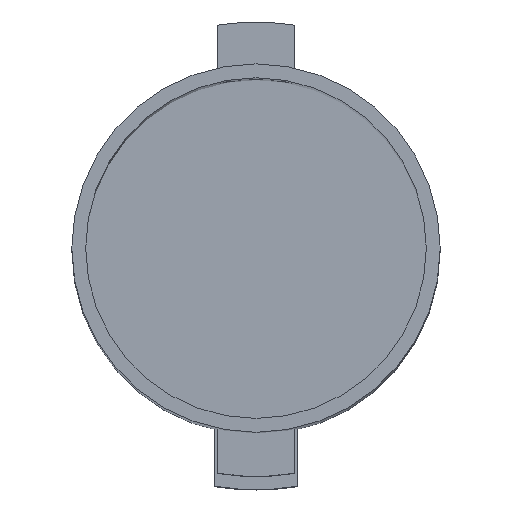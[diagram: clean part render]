
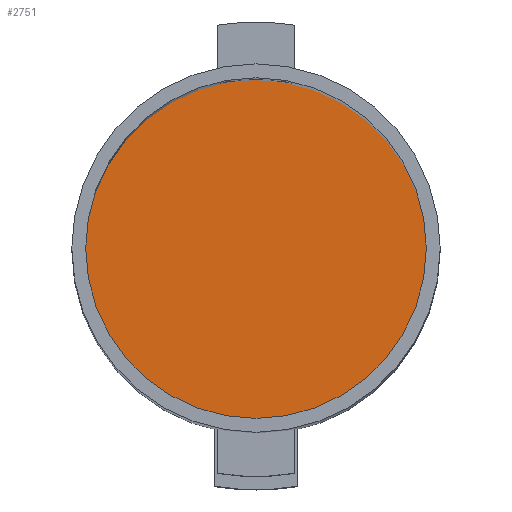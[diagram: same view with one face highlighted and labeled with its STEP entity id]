
A CAD part, top view. The second image highlights one B-rep face of the part: STEP entity #2751.
In plain terms, the highlighted planar face has unit normal (0, 0, 1).
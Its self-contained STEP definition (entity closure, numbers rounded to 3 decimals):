
#2667 = EDGE_CURVE('',#2668,#2668,#2670,.T.);
#2668 = VERTEX_POINT('',#2669);
#2669 = CARTESIAN_POINT('',(13.25,0.,2.));
#2670 = SURFACE_CURVE('',#2671,(#2676,#2688),.PCURVE_S1.);
#2671 = CIRCLE('',#2672,13.25);
#2672 = AXIS2_PLACEMENT_3D('',#2673,#2674,#2675);
#2673 = CARTESIAN_POINT('',(0.,0.,2.));
#2674 = DIRECTION('',(0.,0.,1.));
#2675 = DIRECTION('',(1.,0.,0.));
#2676 = PCURVE('',#2677,#2682);
#2677 = CYLINDRICAL_SURFACE('',#2678,13.25);
#2678 = AXIS2_PLACEMENT_3D('',#2679,#2680,#2681);
#2679 = CARTESIAN_POINT('',(0.,0.,0.));
#2680 = DIRECTION('',(0.,0.,1.));
#2681 = DIRECTION('',(1.,0.,0.));
#2682 = DEFINITIONAL_REPRESENTATION('',(#2683),#2687);
#2683 = LINE('',#2684,#2685);
#2684 = CARTESIAN_POINT('',(0.,2.));
#2685 = VECTOR('',#2686,1.);
#2686 = DIRECTION('',(1.,0.));
#2687 = ( GEOMETRIC_REPRESENTATION_CONTEXT(2) 
PARAMETRIC_REPRESENTATION_CONTEXT() REPRESENTATION_CONTEXT('2D SPACE',''
  ) );
#2688 = PCURVE('',#2689,#2694);
#2689 = PLANE('',#2690);
#2690 = AXIS2_PLACEMENT_3D('',#2691,#2692,#2693);
#2691 = CARTESIAN_POINT('',(0.,0.,2.));
#2692 = DIRECTION('',(0.,0.,1.));
#2693 = DIRECTION('',(1.,0.,0.));
#2694 = DEFINITIONAL_REPRESENTATION('',(#2695),#2699);
#2695 = CIRCLE('',#2696,13.25);
#2696 = AXIS2_PLACEMENT_2D('',#2697,#2698);
#2697 = CARTESIAN_POINT('',(0.,0.));
#2698 = DIRECTION('',(1.,0.));
#2699 = ( GEOMETRIC_REPRESENTATION_CONTEXT(2) 
PARAMETRIC_REPRESENTATION_CONTEXT() REPRESENTATION_CONTEXT('2D SPACE',''
  ) );
#2751 = ADVANCED_FACE('',(#2752),#2689,.T.);
#2752 = FACE_BOUND('',#2753,.T.);
#2753 = EDGE_LOOP('',(#2754));
#2754 = ORIENTED_EDGE('',*,*,#2667,.T.);
